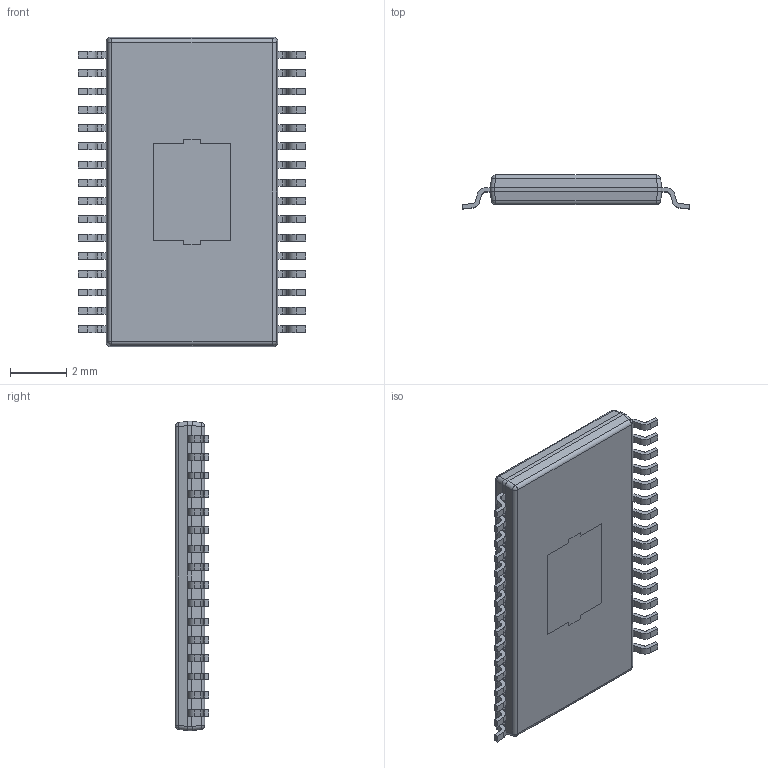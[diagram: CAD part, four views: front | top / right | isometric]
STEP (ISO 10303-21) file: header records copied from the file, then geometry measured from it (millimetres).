
FILE_DESCRIPTION (( 'STEP AP214' ), '1' );
FILE_NAME ('TPA3118D2DAPR.STEP', '2023-10-17T12:26:16', ( '' ), ( '' ), 'SwSTEP 2.0', 'SolidWorks 2021', '' );
FILE_SCHEMA (( 'AUTOMOTIVE_DESIGN' ));
Length unit declared in the file: millimetre
Products named in the file (1): TPA3118D2DAPR
Bounding box: 8.1 x 1.2 x 11 mm (x, y, z)
Volume: 70.8 mm3; surface area: 221.1 mm2
Topology: 35 solids, 35 shells, 524 faces, 1332 edges, 880 vertices
Faces by surface type: plane 364, cylinder 152, sphere 8
Entity records: 16052 total; most frequent: CARTESIAN_POINT 2809, ORIENTED_EDGE 2664, DIRECTION 2646, EDGE_CURVE 1332, VECTOR 1020, LINE 1020, VERTEX_POINT 880, AXIS2_PLACEMENT_3D 813
